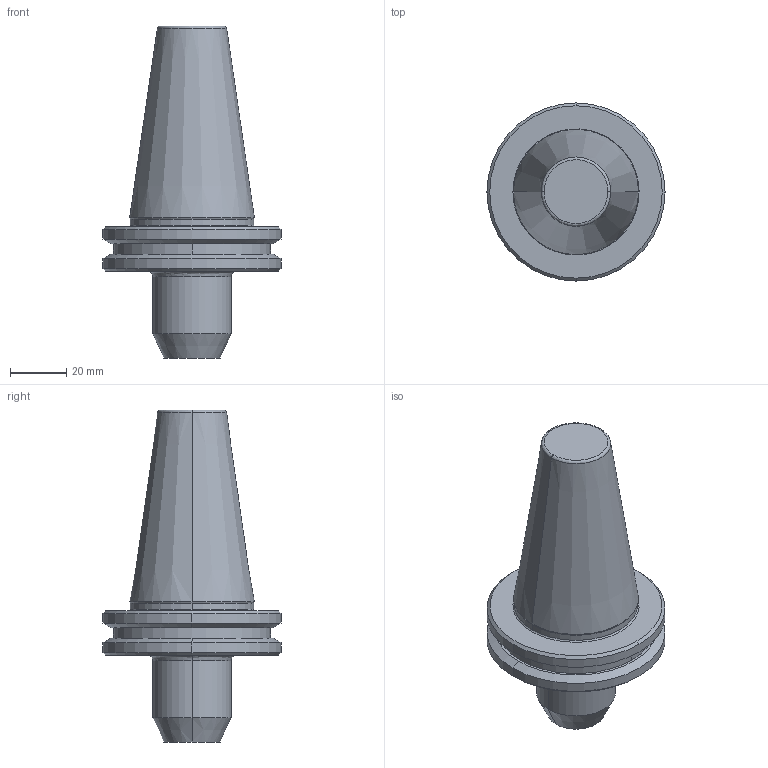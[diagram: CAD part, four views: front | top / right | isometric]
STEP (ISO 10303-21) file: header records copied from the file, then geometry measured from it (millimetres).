
FILE_DESCRIPTION (( 'STEP AP203' ), '1' );
FILE_NAME ('SK40 WE08 050 AD-6.3G15000 SL.STEP', '2019-04-27T07:12:17', ( '' ), ( '' ), 'SwSTEP 2.0', 'SolidWorks 2014', '' );
FILE_SCHEMA (( 'CONFIG_CONTROL_DESIGN' ));
Length unit declared in the file: millimetre
Products named in the file (1): SK40 WE08 050 AD-6.3G15000 SL
Bounding box: 63.5 x 63.5 x 118.4 mm (x, y, z)
Volume: 134822.6 mm3; surface area: 19250.4 mm2
Topology: 1 solids, 1 shells, 36 faces, 72 edges, 42 vertices
Faces by surface type: cone 14, cylinder 10, bspline 6, plane 6
Entity records: 1335 total; most frequent: CARTESIAN_POINT 539, DIRECTION 158, ORIENTED_EDGE 144, EDGE_CURVE 72, AXIS2_PLACEMENT_3D 67, VERTEX_POINT 42, EDGE_LOOP 40, FACE_OUTER_BOUND 36
